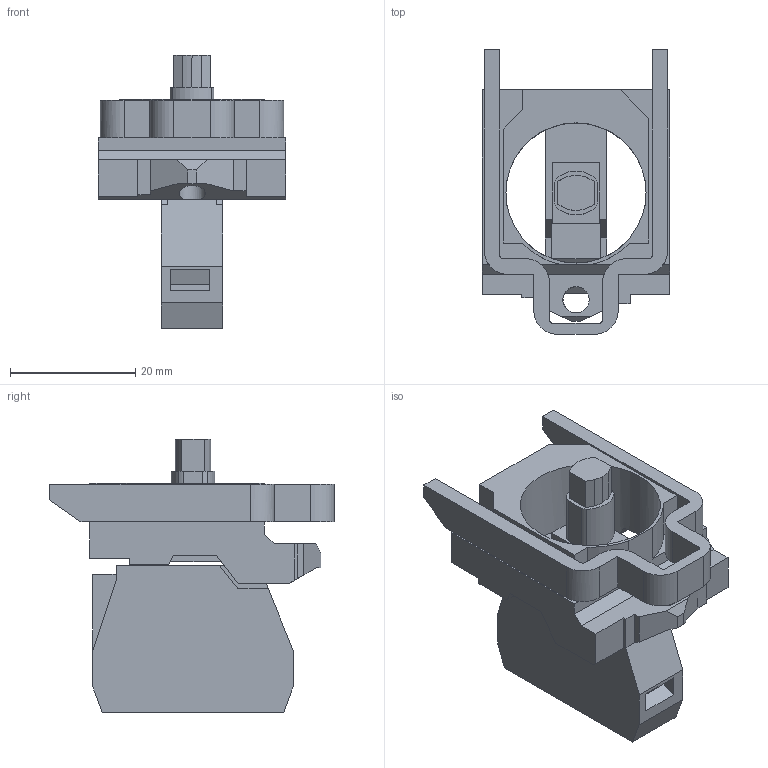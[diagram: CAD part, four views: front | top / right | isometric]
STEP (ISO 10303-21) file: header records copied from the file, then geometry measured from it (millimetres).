
FILE_DESCRIPTION(('FreeCAD Model'),'2;1');
FILE_NAME('ZB4_Unterteil.step', '2020-06-13T22:38:50',('Author'),(''), 'Open CASCADE STEP processor 7.4','FreeCAD','Unknown');
FILE_SCHEMA(('AUTOMOTIVE_DESIGN { 1 0 10303 214 1 1 1 1 }'));
Length unit declared in the file: millimetre
Products named in the file (1): ZB4_Unterteil001
Bounding box: 29.9 x 45.48 x 43.7 mm (x, y, z)
Volume: 13945.6 mm3; surface area: 8590.4 mm2
Topology: 3 solids, 3 shells, 144 faces, 412 edges, 276 vertices
Faces by surface type: plane 114, cylinder 18, extrusion 12
Full cylindrical faces by diameter (mm): 4.201 x1, 6 x1, 6.001 x1, 22.4 x1
Entity records: 4947 total; most frequent: CARTESIAN_POINT 1122, ORIENTED_EDGE 824, DIRECTION 723, EDGE_CURVE 412, VECTOR 329, LINE 317, VERTEX_POINT 276, AXIS2_PLACEMENT_3D 197
